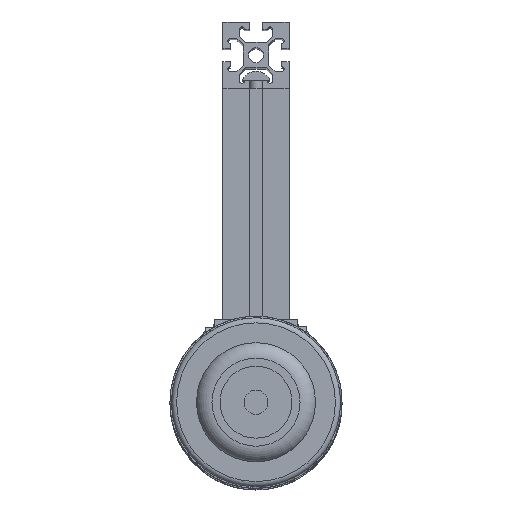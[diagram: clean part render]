
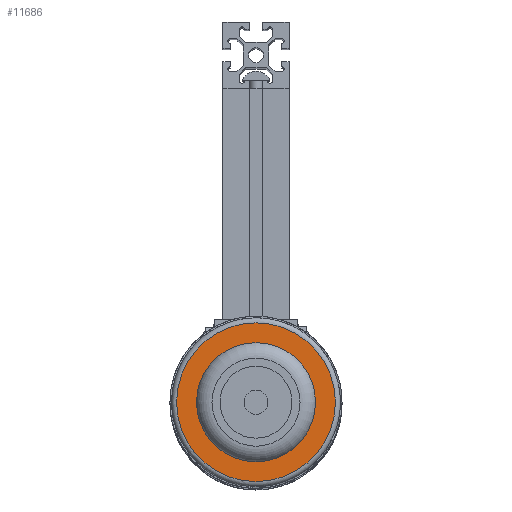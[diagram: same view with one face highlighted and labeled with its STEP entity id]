
A CAD part, top view. The second image highlights one B-rep face of the part: STEP entity #11686.
In plain terms, the highlighted face is planar.
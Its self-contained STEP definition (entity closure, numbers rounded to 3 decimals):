
#485=FACE_BOUND('',#2345,.T.);
#988=PLANE('',#13287);
#1647=FACE_OUTER_BOUND('',#2344,.T.);
#2344=EDGE_LOOP('',(#10380,#10381));
#2345=EDGE_LOOP('',(#10382,#10383));
#4486=CIRCLE('',#12431,36.);
#4487=CIRCLE('',#12432,36.);
#4757=CIRCLE('',#13288,48.);
#4758=CIRCLE('',#13289,48.);
#5194=VERTEX_POINT('',#18219);
#5195=VERTEX_POINT('',#18221);
#5846=VERTEX_POINT('',#21649);
#5847=VERTEX_POINT('',#21650);
#6471=EDGE_CURVE('',#5195,#5194,#4486,.T.);
#6472=EDGE_CURVE('',#5194,#5195,#4487,.T.);
#7464=EDGE_CURVE('',#5846,#5847,#4757,.T.);
#7465=EDGE_CURVE('',#5847,#5846,#4758,.T.);
#10380=ORIENTED_EDGE('',*,*,#7464,.F.);
#10381=ORIENTED_EDGE('',*,*,#7465,.F.);
#10382=ORIENTED_EDGE('',*,*,#6471,.T.);
#10383=ORIENTED_EDGE('',*,*,#6472,.T.);
#11686=ADVANCED_FACE('',(#1647,#485),#988,.T.);
#12431=AXIS2_PLACEMENT_3D('',#18222,#14591,#14592);
#12432=AXIS2_PLACEMENT_3D('',#18223,#14593,#14594);
#13287=AXIS2_PLACEMENT_3D('',#21648,#16783,#16784);
#13288=AXIS2_PLACEMENT_3D('',#21651,#16785,#16786);
#13289=AXIS2_PLACEMENT_3D('',#21652,#16787,#16788);
#14591=DIRECTION('center_axis',(1.,0.,0.));
#14592=DIRECTION('ref_axis',(0.,0.,-1.));
#14593=DIRECTION('center_axis',(1.,0.,0.));
#14594=DIRECTION('ref_axis',(0.,0.,-1.));
#16783=DIRECTION('center_axis',(-1.,0.,0.));
#16784=DIRECTION('ref_axis',(0.,0.,1.));
#16785=DIRECTION('center_axis',(1.,0.,0.));
#16786=DIRECTION('ref_axis',(0.,-1.,0.));
#16787=DIRECTION('center_axis',(1.,0.,0.));
#16788=DIRECTION('ref_axis',(0.,-1.,0.));
#18219=CARTESIAN_POINT('',(40.096,-22.198,0.));
#18221=CARTESIAN_POINT('',(40.096,49.802,0.));
#18222=CARTESIAN_POINT('Origin',(40.096,13.802,0.));
#18223=CARTESIAN_POINT('Origin',(40.096,13.802,0.));
#21648=CARTESIAN_POINT('Origin',(40.096,64.802,0.));
#21649=CARTESIAN_POINT('',(40.096,61.802,0.));
#21650=CARTESIAN_POINT('',(40.096,13.802,48.));
#21651=CARTESIAN_POINT('Origin',(40.096,13.802,0.));
#21652=CARTESIAN_POINT('Origin',(40.096,13.802,0.));
